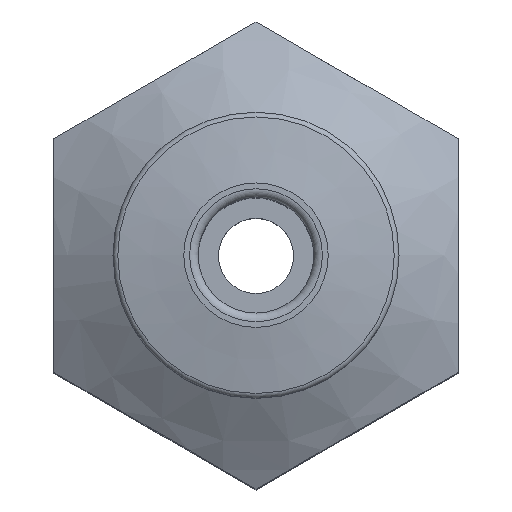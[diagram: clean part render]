
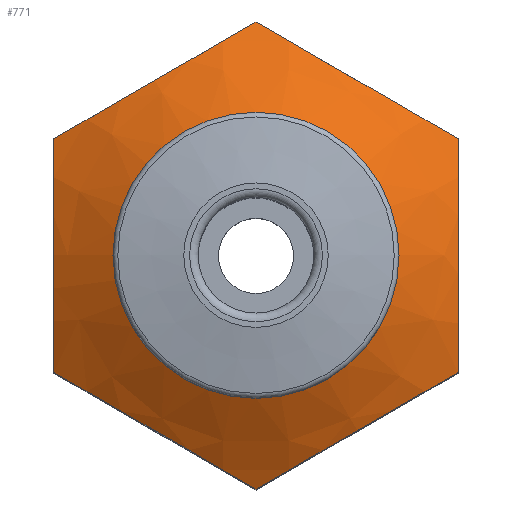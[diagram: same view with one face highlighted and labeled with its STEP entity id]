
A CAD part, top view. The second image highlights one B-rep face of the part: STEP entity #771.
In plain terms, the highlighted conical face has half-angle 60 degrees and reference radius 8.4 mm.
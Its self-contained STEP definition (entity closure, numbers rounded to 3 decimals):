
#135=CIRCLE('',#881,4.95);
#230=ORIENTED_EDGE('',*,*,#395,.T.);
#231=ORIENTED_EDGE('',*,*,#396,.F.);
#232=ORIENTED_EDGE('',*,*,#397,.F.);
#233=ORIENTED_EDGE('',*,*,#398,.F.);
#234=ORIENTED_EDGE('',*,*,#399,.F.);
#235=ORIENTED_EDGE('',*,*,#400,.F.);
#236=ORIENTED_EDGE('',*,*,#401,.F.);
#395=EDGE_CURVE('',#481,#481,#135,.T.);
#396=EDGE_CURVE('',#482,#483,#517,.T.);
#397=EDGE_CURVE('',#484,#482,#518,.T.);
#398=EDGE_CURVE('',#485,#484,#519,.T.);
#399=EDGE_CURVE('',#486,#485,#520,.T.);
#400=EDGE_CURVE('',#487,#486,#521,.T.);
#401=EDGE_CURVE('',#483,#487,#522,.T.);
#481=VERTEX_POINT('',#1361);
#482=VERTEX_POINT('',#1368);
#483=VERTEX_POINT('',#1369);
#484=VERTEX_POINT('',#1376);
#485=VERTEX_POINT('',#1383);
#486=VERTEX_POINT('',#1390);
#487=VERTEX_POINT('',#1397);
#517=B_SPLINE_CURVE_WITH_KNOTS('',3,(#1362,#1363,#1364,#1365,#1366,#1367),
 .UNSPECIFIED.,.F.,.F.,(4,1,1,4),(0.009,0.011,
0.013,0.017),.UNSPECIFIED.);
#518=B_SPLINE_CURVE_WITH_KNOTS('',3,(#1370,#1371,#1372,#1373,#1374,#1375),
 .UNSPECIFIED.,.F.,.F.,(4,1,1,4),(0.,0.004,
0.006,0.008),.UNSPECIFIED.);
#519=B_SPLINE_CURVE_WITH_KNOTS('',3,(#1377,#1378,#1379,#1380,#1381,#1382),
 .UNSPECIFIED.,.F.,.F.,(4,1,1,4),(0.,0.004,
0.006,0.008),.UNSPECIFIED.);
#520=B_SPLINE_CURVE_WITH_KNOTS('',3,(#1384,#1385,#1386,#1387,#1388,#1389),
 .UNSPECIFIED.,.F.,.F.,(4,1,1,4),(0.009,0.011,
0.013,0.017),.UNSPECIFIED.);
#521=B_SPLINE_CURVE_WITH_KNOTS('',3,(#1391,#1392,#1393,#1394,#1395,#1396),
 .UNSPECIFIED.,.F.,.F.,(4,1,1,4),(0.,0.004,
0.006,0.008),.UNSPECIFIED.);
#522=B_SPLINE_CURVE_WITH_KNOTS('',3,(#1398,#1399,#1400,#1401,#1402,#1403),
 .UNSPECIFIED.,.F.,.F.,(4,1,1,4),(0.,0.004,
0.006,0.008),.UNSPECIFIED.);
#587=EDGE_LOOP('',(#230));
#588=EDGE_LOOP('',(#231,#232,#233,#234,#235,#236));
#683=FACE_BOUND('',#587,.T.);
#684=FACE_BOUND('',#588,.T.);
#733=CONICAL_SURFACE('',#880,8.4,1.047);
#771=ADVANCED_FACE('',(#683,#684),#733,.T.);
#880=AXIS2_PLACEMENT_3D('',#1359,#1065,#1066);
#881=AXIS2_PLACEMENT_3D('',#1360,#1067,#1068);
#1065=DIRECTION('',(0.,0.,-1.));
#1066=DIRECTION('',(-1.,0.,0.));
#1067=DIRECTION('',(0.,0.,-1.));
#1068=DIRECTION('',(-1.,0.,0.));
#1359=CARTESIAN_POINT('',(0.,0.,26.675));
#1360=CARTESIAN_POINT('',(0.,0.,28.667));
#1361=CARTESIAN_POINT('',(-4.95,0.,28.667));
#1362=CARTESIAN_POINT('',(-7.,-4.041,26.858));
#1363=CARTESIAN_POINT('',(-7.,-3.384,27.048));
#1364=CARTESIAN_POINT('',(-7.,-2.06,27.362));
#1365=CARTESIAN_POINT('',(-7.,0.692,27.605));
#1366=CARTESIAN_POINT('',(-7.,2.726,27.238));
#1367=CARTESIAN_POINT('',(-7.,4.041,26.858));
#1368=CARTESIAN_POINT('',(-7.,-4.041,26.858));
#1369=CARTESIAN_POINT('',(-7.,4.041,26.858));
#1370=CARTESIAN_POINT('',(0.,-8.083,26.858));
#1371=CARTESIAN_POINT('',(-1.143,-7.423,27.239));
#1372=CARTESIAN_POINT('',(-2.893,-6.413,27.604));
#1373=CARTESIAN_POINT('',(-5.277,-5.036,27.364));
#1374=CARTESIAN_POINT('',(-6.428,-4.372,27.049));
#1375=CARTESIAN_POINT('',(-7.,-4.041,26.858));
#1376=CARTESIAN_POINT('',(0.,-8.083,26.858));
#1377=CARTESIAN_POINT('',(7.,-4.041,26.858));
#1378=CARTESIAN_POINT('',(5.857,-4.701,27.239));
#1379=CARTESIAN_POINT('',(4.107,-5.712,27.604));
#1380=CARTESIAN_POINT('',(1.723,-7.088,27.364));
#1381=CARTESIAN_POINT('',(0.572,-7.753,27.049));
#1382=CARTESIAN_POINT('',(0.,-8.083,26.858));
#1383=CARTESIAN_POINT('',(7.,-4.041,26.858));
#1384=CARTESIAN_POINT('',(7.,4.041,26.858));
#1385=CARTESIAN_POINT('',(7.,3.384,27.048));
#1386=CARTESIAN_POINT('',(7.,2.06,27.362));
#1387=CARTESIAN_POINT('',(7.,-0.692,27.605));
#1388=CARTESIAN_POINT('',(7.,-2.726,27.238));
#1389=CARTESIAN_POINT('',(7.,-4.041,26.858));
#1390=CARTESIAN_POINT('',(7.,4.041,26.858));
#1391=CARTESIAN_POINT('',(0.,8.083,26.858));
#1392=CARTESIAN_POINT('',(1.143,7.423,27.239));
#1393=CARTESIAN_POINT('',(2.893,6.413,27.604));
#1394=CARTESIAN_POINT('',(5.277,5.036,27.364));
#1395=CARTESIAN_POINT('',(6.428,4.372,27.049));
#1396=CARTESIAN_POINT('',(7.,4.041,26.858));
#1397=CARTESIAN_POINT('',(0.,8.083,26.858));
#1398=CARTESIAN_POINT('',(-7.,4.041,26.858));
#1399=CARTESIAN_POINT('',(-5.857,4.701,27.239));
#1400=CARTESIAN_POINT('',(-4.107,5.712,27.604));
#1401=CARTESIAN_POINT('',(-1.723,7.088,27.364));
#1402=CARTESIAN_POINT('',(-0.572,7.753,27.049));
#1403=CARTESIAN_POINT('',(0.,8.083,26.858));
